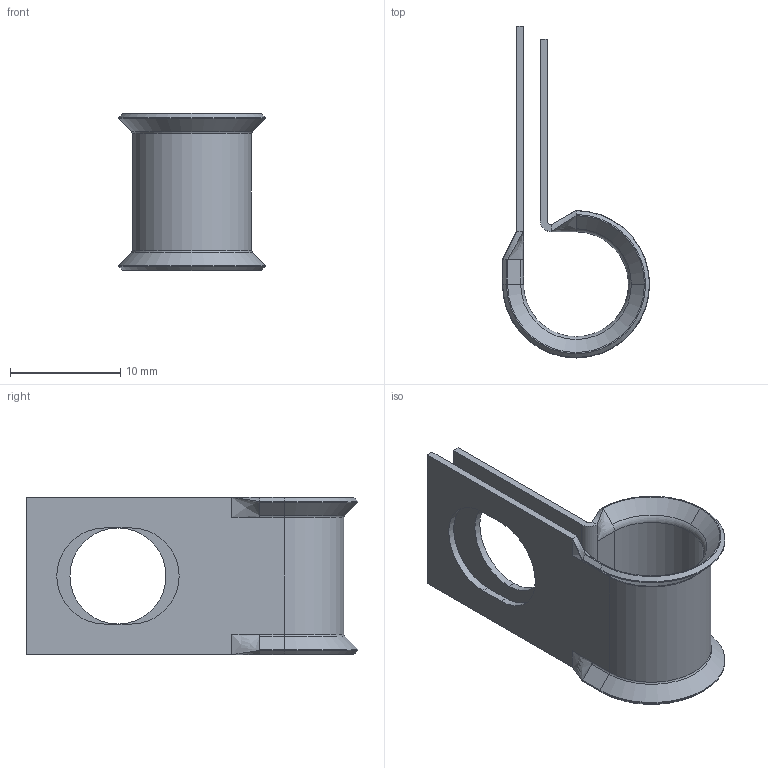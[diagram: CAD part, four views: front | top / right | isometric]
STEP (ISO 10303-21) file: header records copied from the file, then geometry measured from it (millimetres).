
FILE_DESCRIPTION (( 'STEP AP214' ), '1' );
FILE_NAME ('CF 0611Z2.step', '2018-10-30T21:01:55', ( 'User' ), ( 'Microsoft' ), 'SwSTEP 2.0', 'SolidWorks 2018', '' );
FILE_SCHEMA (( 'AUTOMOTIVE_DESIGN' ));
Length unit declared in the file: inch
Products named in the file (1): CF 0611Z2
Bounding box: 13.36 x 30.1 x 14.27 mm (x, y, z)
Volume: 539.9 mm3; surface area: 1846.7 mm2
Topology: 1 solids, 1 shells, 70 faces, 169 edges, 101 vertices
Faces by surface type: plane 21, cylinder 19, bspline 13, cone 9, torus 8
Entity records: 2753 total; most frequent: CARTESIAN_POINT 1106, ORIENTED_EDGE 338, DIRECTION 325, EDGE_CURVE 169, AXIS2_PLACEMENT_3D 112, VERTEX_POINT 101, VECTOR 101, LINE 101
